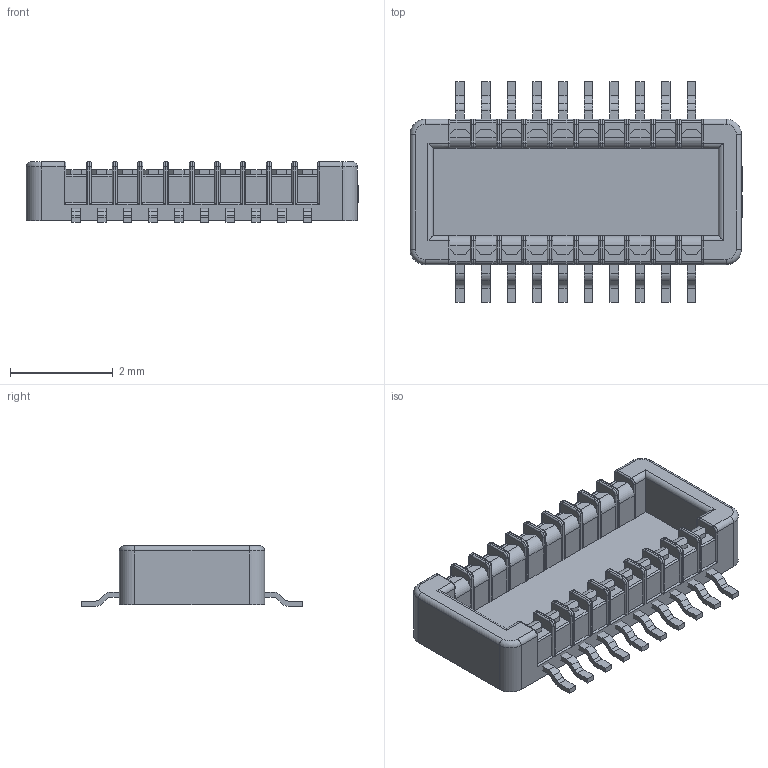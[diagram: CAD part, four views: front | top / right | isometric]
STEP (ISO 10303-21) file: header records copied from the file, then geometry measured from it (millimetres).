
FILE_DESCRIPTION (( 'STEP AP214' ), '1' );
FILE_NAME ('MXJ-20P-L6.5-W2.8-H1.2-LS4.3-P0.5.step', '2022-06-20T13:17:54', ( '' ), ( '' ), 'SwSTEP 2.0', 'SolidWorks 2020', '' );
FILE_SCHEMA (( 'AUTOMOTIVE_DESIGN' ));
Length unit declared in the file: millimetre
Products named in the file (1): MXJ-20P-L6.5-W2.8-H1.2-LS4.3-P0.5
Bounding box: 6.46 x 4.3 x 1.18 mm (x, y, z)
Volume: 12 mm3; surface area: 111.6 mm2
Topology: 21 solids, 21 shells, 1390 faces, 3455 edges, 2126 vertices
Faces by surface type: plane 836, cylinder 372, bspline 98, torus 84
Entity records: 54141 total; most frequent: CARTESIAN_POINT 8410, ORIENTED_EDGE 6910, DIRECTION 6537, EDGE_CURVE 3455, VECTOR 2471, LINE 2471, VERTEX_POINT 2126, AXIS2_PLACEMENT_3D 2033
